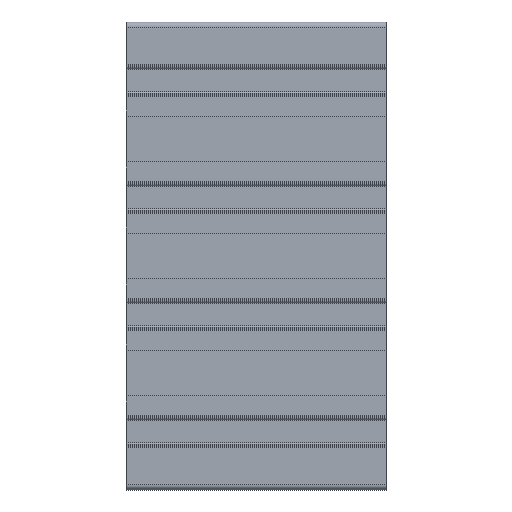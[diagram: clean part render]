
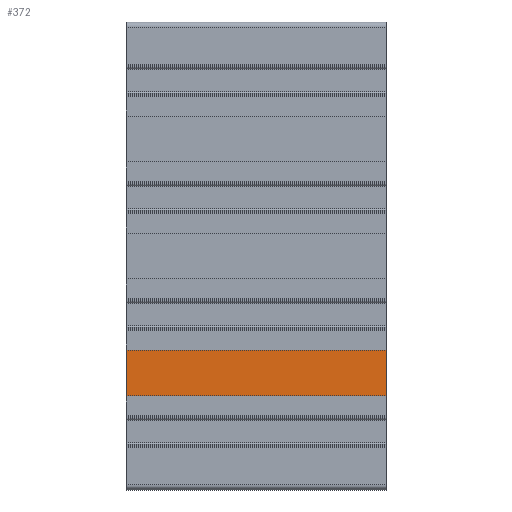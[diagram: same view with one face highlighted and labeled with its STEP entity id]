
A CAD part, left-side view. The second image highlights one B-rep face of the part: STEP entity #372.
In plain terms, the highlighted planar face has unit normal (-1, 0, 0).
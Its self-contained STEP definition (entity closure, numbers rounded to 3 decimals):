
#372 = ADVANCED_FACE( '', ( #926 ), #927, .T. );
#926 = FACE_OUTER_BOUND( '', #1659, .T. );
#927 = PLANE( '', #1660 );
#1659 = EDGE_LOOP( '', ( #2651, #2652, #2653, #2654 ) );
#1660 = AXIS2_PLACEMENT_3D( '', #2655, #2656, #2657 );
#2651 = ORIENTED_EDGE( '', *, *, #4888, .F. );
#2652 = ORIENTED_EDGE( '', *, *, #4889, .F. );
#2653 = ORIENTED_EDGE( '', *, *, #4890, .T. );
#2654 = ORIENTED_EDGE( '', *, *, #4891, .T. );
#2655 = CARTESIAN_POINT( '', ( -10.75, 100., -36.25 ) );
#2656 = DIRECTION( '', ( -1., 0., 0. ) );
#2657 = DIRECTION( '', ( 0., 0., 1. ) );
#4888 = EDGE_CURVE( '', #6038, #6039, #6040, .T. );
#4889 = EDGE_CURVE( '', #6041, #6038, #6042, .T. );
#4890 = EDGE_CURVE( '', #6041, #6043, #6044, .T. );
#4891 = EDGE_CURVE( '', #6043, #6039, #6045, .T. );
#6038 = VERTEX_POINT( '', #7658 );
#6039 = VERTEX_POINT( '', #7659 );
#6040 = LINE( '', #7660, #7661 );
#6041 = VERTEX_POINT( '', #7662 );
#6042 = LINE( '', #7663, #7664 );
#6043 = VERTEX_POINT( '', #7665 );
#6044 = LINE( '', #7666, #7667 );
#6045 = LINE( '', #7668, #7669 );
#7658 = CARTESIAN_POINT( '', ( -10.75, 0., -36.25 ) );
#7659 = CARTESIAN_POINT( '', ( -10.75, 0., -53.75 ) );
#7660 = CARTESIAN_POINT( '', ( -10.75, 0., -36.25 ) );
#7661 = VECTOR( '', #9292, 1000. );
#7662 = CARTESIAN_POINT( '', ( -10.75, 100., -36.25 ) );
#7663 = CARTESIAN_POINT( '', ( -10.75, 100., -36.25 ) );
#7664 = VECTOR( '', #9293, 1000. );
#7665 = CARTESIAN_POINT( '', ( -10.75, 100., -53.75 ) );
#7666 = CARTESIAN_POINT( '', ( -10.75, 100., -36.25 ) );
#7667 = VECTOR( '', #9294, 1000. );
#7668 = CARTESIAN_POINT( '', ( -10.75, 100., -53.75 ) );
#7669 = VECTOR( '', #9295, 1000. );
#9292 = DIRECTION( '', ( 0., 0., -1. ) );
#9293 = DIRECTION( '', ( 0., -1., 0. ) );
#9294 = DIRECTION( '', ( 0., 0., -1. ) );
#9295 = DIRECTION( '', ( 0., -1., 0. ) );
